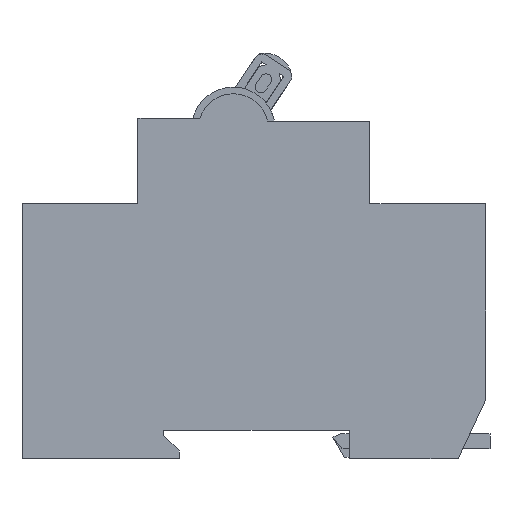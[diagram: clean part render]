
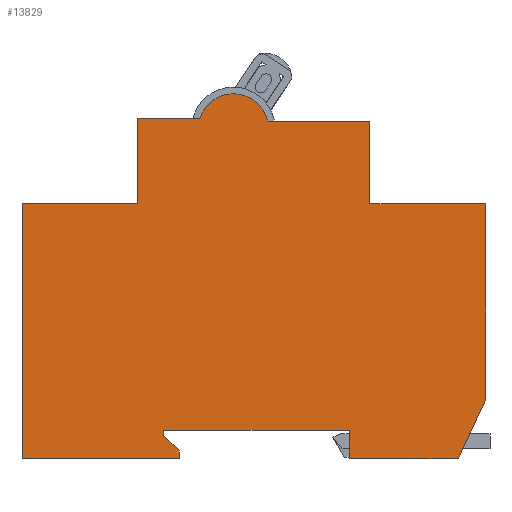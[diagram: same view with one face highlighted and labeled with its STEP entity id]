
A CAD part, left-side view. The second image highlights one B-rep face of the part: STEP entity #13829.
In plain terms, the highlighted planar face has unit normal (-1, 0, 0).
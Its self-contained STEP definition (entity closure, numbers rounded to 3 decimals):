
#1063=DIRECTION('',(0.,1.,0.));
#1064=VECTOR('',#1063,19.868);
#1065=CARTESIAN_POINT('',(0.,-22.5,60.));
#1066=LINE('',#1065,#1064);
#2113=DIRECTION('',(0.,1.,0.));
#2114=VECTOR('',#2113,12.001);
#2115=CARTESIAN_POINT('',(0.,10.499,60.5));
#2116=LINE('',#2115,#2114);
#3602=DIRECTION('',(0.,0.423,-0.906));
#3603=VECTOR('',#3602,12.689);
#3604=CARTESIAN_POINT('',(0.,-45.,6.));
#3605=LINE('',#3604,#3603);
#3609=DIRECTION('',(0.,-0.707,-0.707));
#3610=VECTOR('',#3609,4.243);
#3611=CARTESIAN_POINT('',(0.,17.5,-1.));
#3612=LINE('',#3611,#3610);
#3616=CARTESIAN_POINT('',(0.,4.,58.5));
#3617=DIRECTION('',(1.,0.,0.));
#3618=DIRECTION('',(0.,0.956,0.294));
#3619=AXIS2_PLACEMENT_3D('',#3616,#3617,#3618);
#3624=CARTESIAN_POINT('',(0.,4.,58.5));
#3625=DIRECTION('',(1.,0.,0.));
#3626=DIRECTION('',(0.,0.,1.));
#3627=AXIS2_PLACEMENT_3D('',#3624,#3625,#3626);
#3632=DIRECTION('',(0.,0.,1.));
#3633=VECTOR('',#3632,16.);
#3634=CARTESIAN_POINT('',(0.,-22.5,44.));
#3635=LINE('',#3634,#3633);
#3880=DIRECTION('',(0.,0.,-1.));
#3881=VECTOR('',#3880,16.5);
#3882=CARTESIAN_POINT('',(0.,22.5,60.5));
#3883=LINE('',#3882,#3881);
#3894=DIRECTION('',(0.,1.,0.));
#3895=VECTOR('',#3894,22.5);
#3896=CARTESIAN_POINT('',(0.,22.5,44.));
#3897=LINE('',#3896,#3895);
#3956=DIRECTION('',(0.,0.,-1.));
#3957=VECTOR('',#3956,49.5);
#3958=CARTESIAN_POINT('',(0.,45.,44.));
#3959=LINE('',#3958,#3957);
#3970=DIRECTION('',(0.,-1.,0.));
#3971=VECTOR('',#3970,30.5);
#3972=CARTESIAN_POINT('',(0.,45.,-5.5));
#3973=LINE('',#3972,#3971);
#3984=DIRECTION('',(0.,0.,1.));
#3985=VECTOR('',#3984,1.5);
#3986=CARTESIAN_POINT('',(0.,14.5,-5.5));
#3987=LINE('',#3986,#3985);
#4005=DIRECTION('',(0.,0.,1.));
#4006=VECTOR('',#4005,1.);
#4007=CARTESIAN_POINT('',(0.,17.5,-1.));
#4008=LINE('',#4007,#4006);
#4019=DIRECTION('',(0.,-1.,0.));
#4020=VECTOR('',#4019,36.);
#4021=CARTESIAN_POINT('',(0.,17.5,0.));
#4022=LINE('',#4021,#4020);
#4033=DIRECTION('',(0.,0.,-1.));
#4034=VECTOR('',#4033,5.5);
#4035=CARTESIAN_POINT('',(0.,-18.5,0.));
#4036=LINE('',#4035,#4034);
#4110=DIRECTION('',(0.,-1.,0.));
#4111=VECTOR('',#4110,21.137);
#4112=CARTESIAN_POINT('',(0.,-18.5,-5.5));
#4113=LINE('',#4112,#4111);
#4152=DIRECTION('',(0.,0.,1.));
#4153=VECTOR('',#4152,38.);
#4154=CARTESIAN_POINT('',(0.,-45.,6.));
#4155=LINE('',#4154,#4153);
#4250=DIRECTION('',(0.,1.,0.));
#4251=VECTOR('',#4250,22.5);
#4252=CARTESIAN_POINT('',(0.,-45.,44.));
#4253=LINE('',#4252,#4251);
#10030=CARTESIAN_POINT('',(0.,-22.5,60.));
#10031=VERTEX_POINT('',#10030);
#10032=CARTESIAN_POINT('',(0.,-2.632,60.));
#10033=VERTEX_POINT('',#10032);
#10213=CARTESIAN_POINT('',(0.,10.499,60.5));
#10214=VERTEX_POINT('',#10213);
#10215=CARTESIAN_POINT('',(0.,22.5,60.5));
#10216=VERTEX_POINT('',#10215);
#10425=CARTESIAN_POINT('',(0.,4.,65.3));
#10426=VERTEX_POINT('',#10425);
#10427=CARTESIAN_POINT('',(0.,-22.5,44.));
#10428=VERTEX_POINT('',#10427);
#10429=CARTESIAN_POINT('',(0.,-45.,44.));
#10430=VERTEX_POINT('',#10429);
#10431=CARTESIAN_POINT('',(0.,-45.,6.));
#10432=VERTEX_POINT('',#10431);
#10433=CARTESIAN_POINT('',(0.,-39.637,-5.5));
#10434=VERTEX_POINT('',#10433);
#10435=CARTESIAN_POINT('',(0.,-18.5,-5.5));
#10436=VERTEX_POINT('',#10435);
#10437=CARTESIAN_POINT('',(0.,-18.5,0.));
#10438=VERTEX_POINT('',#10437);
#10439=CARTESIAN_POINT('',(0.,17.5,0.));
#10440=VERTEX_POINT('',#10439);
#10441=CARTESIAN_POINT('',(0.,17.5,-1.));
#10442=VERTEX_POINT('',#10441);
#10443=CARTESIAN_POINT('',(0.,14.5,-4.));
#10444=VERTEX_POINT('',#10443);
#10445=CARTESIAN_POINT('',(0.,14.5,-5.5));
#10446=VERTEX_POINT('',#10445);
#10447=CARTESIAN_POINT('',(0.,45.,-5.5));
#10448=VERTEX_POINT('',#10447);
#10449=CARTESIAN_POINT('',(0.,45.,44.));
#10450=VERTEX_POINT('',#10449);
#10451=CARTESIAN_POINT('',(0.,22.5,44.));
#10452=VERTEX_POINT('',#10451);
#13790=CARTESIAN_POINT('',(0.,4.,58.5));
#13791=DIRECTION('',(1.,0.,0.));
#13792=DIRECTION('',(0.,0.,-1.));
#13793=AXIS2_PLACEMENT_3D('',#13790,#13791,#13792);
#13794=PLANE('',#13793);
#13795=ORIENTED_EDGE('',*,*,#12133,.F.);
#13797=ORIENTED_EDGE('',*,*,#13796,.F.);
#13799=ORIENTED_EDGE('',*,*,#13798,.F.);
#13801=ORIENTED_EDGE('',*,*,#13800,.F.);
#13803=ORIENTED_EDGE('',*,*,#13802,.T.);
#13805=ORIENTED_EDGE('',*,*,#13804,.F.);
#13807=ORIENTED_EDGE('',*,*,#13806,.F.);
#13809=ORIENTED_EDGE('',*,*,#13808,.F.);
#13811=ORIENTED_EDGE('',*,*,#13810,.F.);
#13813=ORIENTED_EDGE('',*,*,#13812,.T.);
#13815=ORIENTED_EDGE('',*,*,#13814,.F.);
#13817=ORIENTED_EDGE('',*,*,#13816,.F.);
#13819=ORIENTED_EDGE('',*,*,#13818,.F.);
#13821=ORIENTED_EDGE('',*,*,#13820,.F.);
#13823=ORIENTED_EDGE('',*,*,#13822,.F.);
#13824=ORIENTED_EDGE('',*,*,#12564,.F.);
#13825=ORIENTED_EDGE('',*,*,#13779,.T.);
#13826=ORIENTED_EDGE('',*,*,#13785,.T.);
#13827=EDGE_LOOP('',(#13795,#13797,#13799,#13801,#13803,#13805,#13807,#13809,
#13811,#13813,#13815,#13817,#13819,#13821,#13823,#13824,#13825,#13826));
#13828=FACE_OUTER_BOUND('',#13827,.F.);
#3620=CIRCLE('',#3619,6.8);
#3628=CIRCLE('',#3627,6.8);
#12133=EDGE_CURVE('',#10031,#10033,#1066,.T.);
#12564=EDGE_CURVE('',#10214,#10216,#2116,.T.);
#13779=EDGE_CURVE('',#10214,#10426,#3620,.T.);
#13785=EDGE_CURVE('',#10426,#10033,#3628,.T.);
#13796=EDGE_CURVE('',#10428,#10031,#3635,.T.);
#13798=EDGE_CURVE('',#10430,#10428,#4253,.T.);
#13800=EDGE_CURVE('',#10432,#10430,#4155,.T.);
#13802=EDGE_CURVE('',#10432,#10434,#3605,.T.);
#13804=EDGE_CURVE('',#10436,#10434,#4113,.T.);
#13806=EDGE_CURVE('',#10438,#10436,#4036,.T.);
#13808=EDGE_CURVE('',#10440,#10438,#4022,.T.);
#13810=EDGE_CURVE('',#10442,#10440,#4008,.T.);
#13812=EDGE_CURVE('',#10442,#10444,#3612,.T.);
#13814=EDGE_CURVE('',#10446,#10444,#3987,.T.);
#13816=EDGE_CURVE('',#10448,#10446,#3973,.T.);
#13818=EDGE_CURVE('',#10450,#10448,#3959,.T.);
#13820=EDGE_CURVE('',#10452,#10450,#3897,.T.);
#13822=EDGE_CURVE('',#10216,#10452,#3883,.T.);
#13829=ADVANCED_FACE('',(#13828),#13794,.F.);
